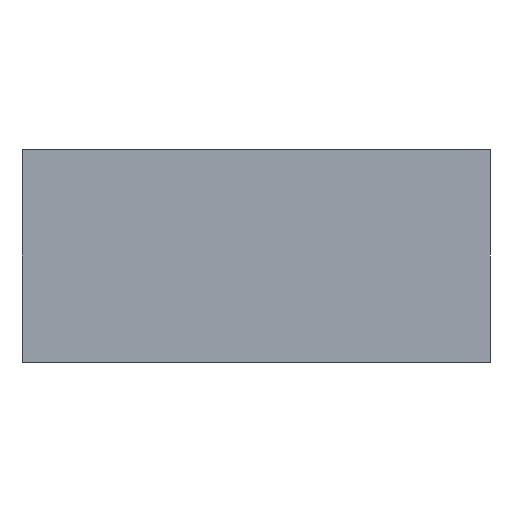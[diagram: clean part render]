
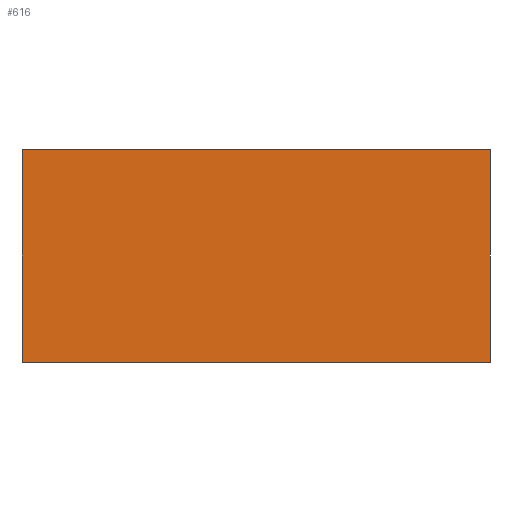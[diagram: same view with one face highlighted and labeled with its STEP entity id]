
A CAD part, front view. The second image highlights one B-rep face of the part: STEP entity #616.
In plain terms, the highlighted planar face has unit normal (0, -1, 0).
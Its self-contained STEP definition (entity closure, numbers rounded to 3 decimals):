
#43 = DIRECTION ( 'NONE',  ( 0., 0., 1. ) ) ;
#66 = VECTOR ( 'NONE', #763, 1000. ) ;
#71 = DIRECTION ( 'NONE',  ( 1., 0., 0. ) ) ;
#81 = PLANE ( 'NONE',  #607 ) ;
#164 = CARTESIAN_POINT ( 'NONE',  ( -72.79, -136.081, 8. ) ) ;
#236 = CARTESIAN_POINT ( 'NONE',  ( -89.964, -136.081, 8. ) ) ;
#284 = ORIENTED_EDGE ( 'NONE', *, *, #677, .T. ) ;
#285 = CARTESIAN_POINT ( 'NONE',  ( -55.137, -136.081, 0. ) ) ;
#327 = VECTOR ( 'NONE', #918, 1000. ) ;
#437 = VERTEX_POINT ( 'NONE', #888 ) ;
#527 = VERTEX_POINT ( 'NONE', #916 ) ;
#567 = VERTEX_POINT ( 'NONE', #808 ) ;
#607 = AXIS2_PLACEMENT_3D ( 'NONE', #859, #737, #1436 ) ;
#616 = ADVANCED_FACE ( 'NONE', ( #1095 ), #81, .F. ) ;
#649 = ORIENTED_EDGE ( 'NONE', *, *, #1426, .F. ) ;
#677 = EDGE_CURVE ( 'NONE', #567, #1342, #1195, .T. ) ;
#704 = VECTOR ( 'NONE', #43, 1000. ) ;
#729 = VECTOR ( 'NONE', #71, 1000. ) ;
#737 = DIRECTION ( 'NONE',  ( 0., 1., 0. ) ) ;
#745 = ORIENTED_EDGE ( 'NONE', *, *, #828, .F. ) ;
#747 = CARTESIAN_POINT ( 'NONE',  ( -89.964, -136.081, 0. ) ) ;
#763 = DIRECTION ( 'NONE',  ( 0., 0., 1. ) ) ;
#808 = CARTESIAN_POINT ( 'NONE',  ( -72.79, -136.081, 0. ) ) ;
#828 = EDGE_CURVE ( 'NONE', #567, #437, #1375, .T. ) ;
#859 = CARTESIAN_POINT ( 'NONE',  ( -89.964, -136.081, 8. ) ) ;
#888 = CARTESIAN_POINT ( 'NONE',  ( -72.79, -136.081, 8. ) ) ;
#916 = CARTESIAN_POINT ( 'NONE',  ( -55.137, -136.081, 8. ) ) ;
#918 = DIRECTION ( 'NONE',  ( 1., 0., 0. ) ) ;
#1095 = FACE_OUTER_BOUND ( 'NONE', #1372, .T. ) ;
#1166 = ORIENTED_EDGE ( 'NONE', *, *, #1222, .T. ) ;
#1195 = LINE ( 'NONE', #747, #729 ) ;
#1219 = CARTESIAN_POINT ( 'NONE',  ( -55.137, -136.081, 8. ) ) ;
#1222 = EDGE_CURVE ( 'NONE', #1342, #527, #1317, .T. ) ;
#1317 = LINE ( 'NONE', #1219, #66 ) ;
#1342 = VERTEX_POINT ( 'NONE', #285 ) ;
#1372 = EDGE_LOOP ( 'NONE', ( #284, #1166, #649, #745 ) ) ;
#1375 = LINE ( 'NONE', #164, #704 ) ;
#1379 = LINE ( 'NONE', #236, #327 ) ;
#1426 = EDGE_CURVE ( 'NONE', #437, #527, #1379, .T. ) ;
#1436 = DIRECTION ( 'NONE',  ( 0., 0., 1. ) ) ;
